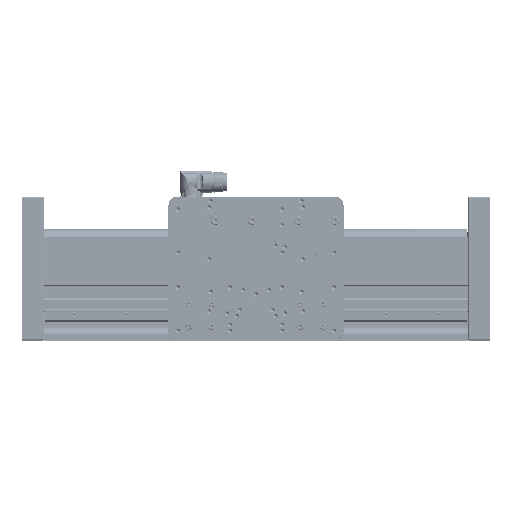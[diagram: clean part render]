
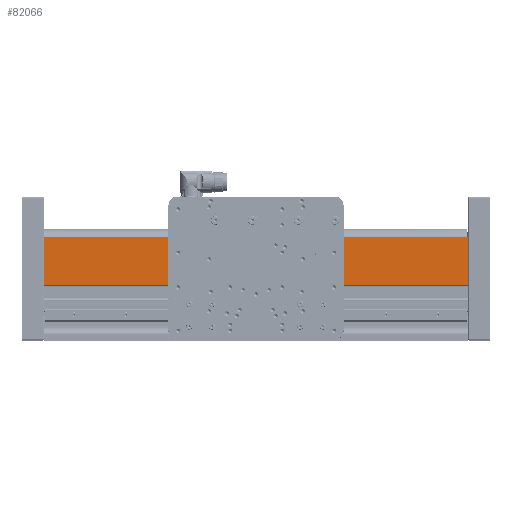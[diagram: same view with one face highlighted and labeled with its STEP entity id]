
A CAD part, top view. The second image highlights one B-rep face of the part: STEP entity #82066.
In plain terms, the highlighted face is planar.
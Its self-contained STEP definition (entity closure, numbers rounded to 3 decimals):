
#560 = EDGE_CURVE ( 'NONE', #98463, #114746, #92754, .T. ) ;
#1518 = VECTOR ( 'NONE', #47393, 1000. ) ;
#1862 = DIRECTION ( 'NONE',  ( 0., -1., 0. ) ) ;
#2300 = ORIENTED_EDGE ( 'NONE', *, *, #48124, .T. ) ;
#2931 = EDGE_CURVE ( 'NONE', #67590, #114746, #131299, .T. ) ;
#10895 = DIRECTION ( 'NONE',  ( -1., 0., 0. ) ) ;
#11133 = ORIENTED_EDGE ( 'NONE', *, *, #92261, .T. ) ;
#11514 = FACE_OUTER_BOUND ( 'NONE', #146378, .T. ) ;
#15905 = CARTESIAN_POINT ( 'NONE',  ( 60., 33.5, 0. ) ) ;
#29573 = PLANE ( 'NONE',  #125644 ) ;
#35588 = CARTESIAN_POINT ( 'NONE',  ( -60., 33.5, 490. ) ) ;
#37227 = VECTOR ( 'NONE', #10895, 1000. ) ;
#47393 = DIRECTION ( 'NONE',  ( 0., 0., 1. ) ) ;
#48124 = EDGE_CURVE ( 'NONE', #129268, #67590, #187055, .T. ) ;
#59564 = LINE ( 'NONE', #173858, #72865 ) ;
#67590 = VERTEX_POINT ( 'NONE', #111165 ) ;
#72865 = VECTOR ( 'NONE', #146232, 1000. ) ;
#82066 = ADVANCED_FACE ( 'NONE', ( #11514 ), #29573, .F. ) ;
#86240 = CARTESIAN_POINT ( 'NONE',  ( 60., 33.5, 490. ) ) ;
#87455 = CARTESIAN_POINT ( 'NONE',  ( 5., 33.5, 490. ) ) ;
#88478 = CARTESIAN_POINT ( 'NONE',  ( 5., 33.5, 490. ) ) ;
#92090 = ORIENTED_EDGE ( 'NONE', *, *, #560, .F. ) ;
#92261 = EDGE_CURVE ( 'NONE', #98463, #129268, #59564, .T. ) ;
#92754 = LINE ( 'NONE', #35588, #153399 ) ;
#93744 = DIRECTION ( 'NONE',  ( -1., 0., 0. ) ) ;
#98463 = VERTEX_POINT ( 'NONE', #86240 ) ;
#111165 = CARTESIAN_POINT ( 'NONE',  ( 5., 33.5, 0. ) ) ;
#114746 = VERTEX_POINT ( 'NONE', #87455 ) ;
#117159 = CARTESIAN_POINT ( 'NONE',  ( -60., 33.5, 490. ) ) ;
#125644 = AXIS2_PLACEMENT_3D ( 'NONE', #117159, #1862, #160918 ) ;
#126139 = CARTESIAN_POINT ( 'NONE',  ( -60., 33.5, 0. ) ) ;
#129268 = VERTEX_POINT ( 'NONE', #15905 ) ;
#131299 = LINE ( 'NONE', #88478, #1518 ) ;
#146232 = DIRECTION ( 'NONE',  ( 0., 0., -1. ) ) ;
#146378 = EDGE_LOOP ( 'NONE', ( #2300, #150325, #92090, #11133 ) ) ;
#150325 = ORIENTED_EDGE ( 'NONE', *, *, #2931, .T. ) ;
#153399 = VECTOR ( 'NONE', #93744, 1000. ) ;
#160918 = DIRECTION ( 'NONE',  ( 0., 0., -1. ) ) ;
#173858 = CARTESIAN_POINT ( 'NONE',  ( 60., 33.5, 490. ) ) ;
#187055 = LINE ( 'NONE', #126139, #37227 ) ;
